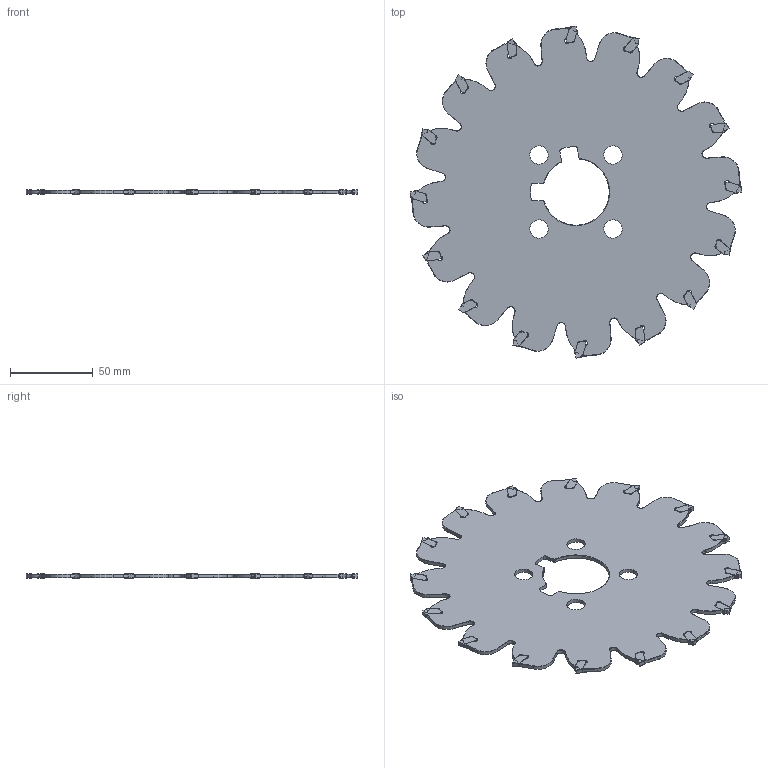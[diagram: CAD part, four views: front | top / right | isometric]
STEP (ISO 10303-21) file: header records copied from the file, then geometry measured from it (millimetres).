
FILE_DESCRIPTION(/* description */ (''),/* implementation_level */ '2;1');
FILE_NAME(/* name */ 'toolassembly_1.stp',/* time_stamp */ '2018-10-19T13:20:38+02:00',/* author */ (''),/* organization */ ('SMS'),/* preprocessor_version */ 'ST-DEVELOPER v15',/* originating_system */ 'SIEMENS PLM Software NX 8.5',/* authorisation */ '');
FILE_SCHEMA (('AUTOMOTIVE_DESIGN { 1 0 10303 214 3 1 1 1 }'));
Length unit declared in the file: millimetre
Products named in the file (4): ASSEMBLY_CONSTRUCTION; CUT_20181019131950; NOCUT_20181019131940; TOOLASSEMBLY_1
Assembly tree (18 placements, depth 2):
  TOOLASSEMBLY_1
    NOCUT_20181019131940
    CUT_20181019131950  x16
    ASSEMBLY_CONSTRUCTION
Bounding box: 200 x 200 x 2.99 mm (x, y, z)
Volume: 61681.1 mm3; surface area: 55922.7 mm2
Topology: 17 solids, 17 shells, 1230 faces, 3384 edges, 2239 vertices
Faces by surface type: plane 518, cylinder 480, cone 168, bspline 64
Full cylindrical faces by diameter (mm): 11.021 x4
Entity records: 18132 total; most frequent: CARTESIAN_POINT 3716, DIRECTION 3043, ORIENTED_EDGE 2970, EDGE_CURVE 1485, AXIS2_PLACEMENT_3D 1125, VERTEX_POINT 938, LINE 793, VECTOR 793
